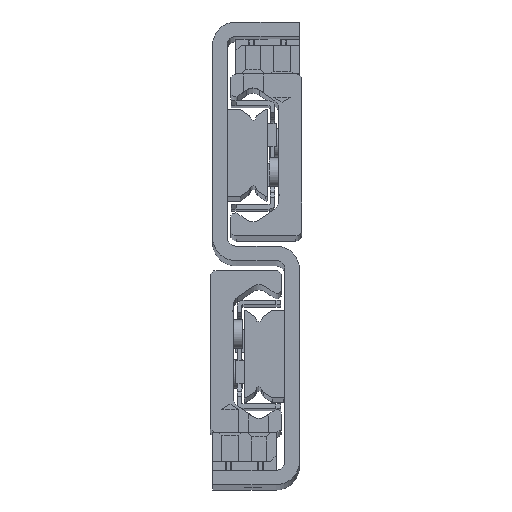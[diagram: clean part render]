
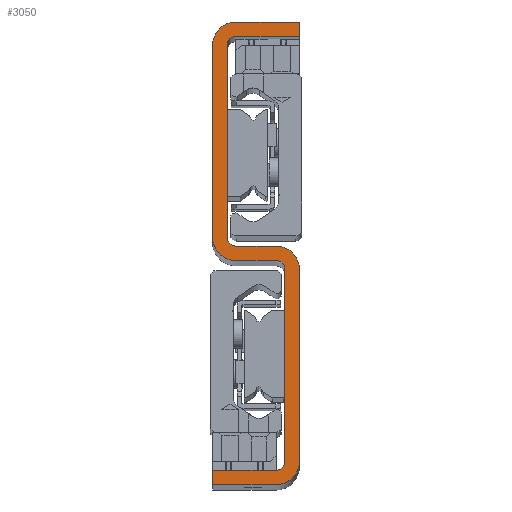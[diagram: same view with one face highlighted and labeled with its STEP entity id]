
A CAD part, top view. The second image highlights one B-rep face of the part: STEP entity #3050.
In plain terms, the highlighted planar face has unit normal (0, 0, 1).
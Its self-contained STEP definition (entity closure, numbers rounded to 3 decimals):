
#2172=CARTESIAN_POINT('',(15.0,80.0,530.0));
#2173=VERTEX_POINT('',#2172);
#2174=CARTESIAN_POINT('',(15.0,77.5,530.0));
#2175=VERTEX_POINT('',#2174);
#2176=CARTESIAN_POINT('',(15.0,80.0,530.0));
#2177=DIRECTION('',(0.0,-1.0,0.0));
#2178=VECTOR('',#2177,2.5);
#2179=LINE('',#2176,#2178);
#2180=EDGE_CURVE('',#2173,#2175,#2179,.T.);
#2212=CARTESIAN_POINT('',(4.,77.5,530.0));
#2213=VERTEX_POINT('',#2212);
#2214=CARTESIAN_POINT('',(15.0,77.5,530.0));
#2215=DIRECTION('',(-1.0,0.0,0.0));
#2216=VECTOR('',#2215,11.);
#2217=LINE('',#2214,#2216);
#2218=EDGE_CURVE('',#2175,#2213,#2217,.T.);
#2270=CARTESIAN_POINT('',(2.5,76.0,530.0));
#2271=VERTEX_POINT('',#2270);
#2272=CARTESIAN_POINT('',(4.,76.0,530.0));
#2273=DIRECTION('',(0.0,0.0,1.0));
#2274=DIRECTION('',(0.0,-1.0,0.0));
#2275=AXIS2_PLACEMENT_3D('',#2272,#2273,#2274);
#2276=CIRCLE('',#2275,1.5);
#2277=EDGE_CURVE('',#2213,#2271,#2276,.T.);
#2303=CARTESIAN_POINT('',(2.5,42.75,530.0));
#2304=VERTEX_POINT('',#2303);
#2305=CARTESIAN_POINT('',(2.5,76.0,530.0));
#2306=DIRECTION('',(0.0,-1.0,0.0));
#2307=VECTOR('',#2306,33.25);
#2308=LINE('',#2305,#2307);
#2309=EDGE_CURVE('',#2271,#2304,#2308,.T.);
#2355=CARTESIAN_POINT('',(4.,41.25,530.0));
#2356=VERTEX_POINT('',#2355);
#2357=CARTESIAN_POINT('',(4.,42.75,530.0));
#2358=DIRECTION('',(0.0,0.0,1.0));
#2359=DIRECTION('',(1.0,0.0,0.0));
#2360=AXIS2_PLACEMENT_3D('',#2357,#2358,#2359);
#2361=CIRCLE('',#2360,1.5);
#2362=EDGE_CURVE('',#2304,#2356,#2361,.T.);
#2388=CARTESIAN_POINT('',(11.,41.25,530.0));
#2389=VERTEX_POINT('',#2388);
#2390=CARTESIAN_POINT('',(4.,41.25,530.0));
#2391=DIRECTION('',(1.0,0.0,0.0));
#2392=VECTOR('',#2391,7.);
#2393=LINE('',#2390,#2392);
#2394=EDGE_CURVE('',#2356,#2389,#2393,.T.);
#2419=CARTESIAN_POINT('',(15.,37.25,530.0));
#2420=VERTEX_POINT('',#2419);
#2421=CARTESIAN_POINT('',(11.,37.25,530.0));
#2422=DIRECTION('',(0.0,0.0,-1.0));
#2423=DIRECTION('',(1.0,0.0,0.0));
#2424=AXIS2_PLACEMENT_3D('',#2421,#2422,#2423);
#2425=CIRCLE('',#2424,4.0);
#2426=EDGE_CURVE('',#2389,#2420,#2425,.T.);
#2452=CARTESIAN_POINT('',(15.,4.,530.0));
#2453=VERTEX_POINT('',#2452);
#2454=CARTESIAN_POINT('',(15.,37.25,530.0));
#2455=DIRECTION('',(0.0,-1.0,0.0));
#2456=VECTOR('',#2455,33.25);
#2457=LINE('',#2454,#2456);
#2458=EDGE_CURVE('',#2420,#2453,#2457,.T.);
#2504=CARTESIAN_POINT('',(11.0,0.,530.0));
#2505=VERTEX_POINT('',#2504);
#2506=CARTESIAN_POINT('',(11.,4.,530.0));
#2507=DIRECTION('',(0.0,0.0,-1.0));
#2508=DIRECTION('',(0.,-1.,0.0));
#2509=AXIS2_PLACEMENT_3D('',#2506,#2507,#2508);
#2510=CIRCLE('',#2509,4.);
#2511=EDGE_CURVE('',#2453,#2505,#2510,.T.);
#2537=CARTESIAN_POINT('',(0.0,0.0,530.0));
#2538=VERTEX_POINT('',#2537);
#2539=CARTESIAN_POINT('',(11.0,0.,530.0));
#2540=DIRECTION('',(-1.0,0.0,0.0));
#2541=VECTOR('',#2540,11.0);
#2542=LINE('',#2539,#2541);
#2543=EDGE_CURVE('',#2505,#2538,#2542,.T.);
#2595=CARTESIAN_POINT('',(0.0,2.5,530.0));
#2596=VERTEX_POINT('',#2595);
#2597=CARTESIAN_POINT('',(0.0,0.0,530.0));
#2598=DIRECTION('',(0.0,1.0,0.0));
#2599=VECTOR('',#2598,2.5);
#2600=LINE('',#2597,#2599);
#2601=EDGE_CURVE('',#2538,#2596,#2600,.T.);
#2626=CARTESIAN_POINT('',(11.,2.5,530.0));
#2627=VERTEX_POINT('',#2626);
#2628=CARTESIAN_POINT('',(0.0,2.5,530.0));
#2629=DIRECTION('',(1.0,0.0,0.0));
#2630=VECTOR('',#2629,11.);
#2631=LINE('',#2628,#2630);
#2632=EDGE_CURVE('',#2596,#2627,#2631,.T.);
#2684=CARTESIAN_POINT('',(12.5,4.0,530.0));
#2685=VERTEX_POINT('',#2684);
#2686=CARTESIAN_POINT('',(11.,4.0,530.0));
#2687=DIRECTION('',(0.0,0.0,1.0));
#2688=DIRECTION('',(0.0,1.0,0.0));
#2689=AXIS2_PLACEMENT_3D('',#2686,#2687,#2688);
#2690=CIRCLE('',#2689,1.5);
#2691=EDGE_CURVE('',#2627,#2685,#2690,.T.);
#2717=CARTESIAN_POINT('',(12.5,37.25,530.0));
#2718=VERTEX_POINT('',#2717);
#2719=CARTESIAN_POINT('',(12.5,4.0,530.0));
#2720=DIRECTION('',(0.0,1.0,0.0));
#2721=VECTOR('',#2720,33.25);
#2722=LINE('',#2719,#2721);
#2723=EDGE_CURVE('',#2685,#2718,#2722,.T.);
#2769=CARTESIAN_POINT('',(11.,38.75,530.0));
#2770=VERTEX_POINT('',#2769);
#2771=CARTESIAN_POINT('',(11.,37.25,530.0));
#2772=DIRECTION('',(0.0,0.0,1.0));
#2773=DIRECTION('',(-1.0,0.0,0.0));
#2774=AXIS2_PLACEMENT_3D('',#2771,#2772,#2773);
#2775=CIRCLE('',#2774,1.5);
#2776=EDGE_CURVE('',#2718,#2770,#2775,.T.);
#2802=CARTESIAN_POINT('',(4.,38.75,530.0));
#2803=VERTEX_POINT('',#2802);
#2804=CARTESIAN_POINT('',(11.,38.75,530.0));
#2805=DIRECTION('',(-1.0,0.0,0.0));
#2806=VECTOR('',#2805,7.);
#2807=LINE('',#2804,#2806);
#2808=EDGE_CURVE('',#2770,#2803,#2807,.T.);
#2833=CARTESIAN_POINT('',(0.0,42.75,530.0));
#2834=VERTEX_POINT('',#2833);
#2835=CARTESIAN_POINT('',(4.,42.75,530.0));
#2836=DIRECTION('',(0.0,0.0,-1.0));
#2837=DIRECTION('',(-1.0,0.0,0.0));
#2838=AXIS2_PLACEMENT_3D('',#2835,#2836,#2837);
#2839=CIRCLE('',#2838,4.);
#2840=EDGE_CURVE('',#2803,#2834,#2839,.T.);
#2866=CARTESIAN_POINT('',(0.0,76.0,530.0));
#2867=VERTEX_POINT('',#2866);
#2868=CARTESIAN_POINT('',(0.0,42.75,530.0));
#2869=DIRECTION('',(0.0,1.0,0.0));
#2870=VECTOR('',#2869,33.25);
#2871=LINE('',#2868,#2870);
#2872=EDGE_CURVE('',#2834,#2867,#2871,.T.);
#2918=CARTESIAN_POINT('',(4.,80.0,530.0));
#2919=VERTEX_POINT('',#2918);
#2920=CARTESIAN_POINT('',(4.,76.0,530.0));
#2921=DIRECTION('',(0.0,0.0,-1.0));
#2922=DIRECTION('',(0.0,1.0,0.0));
#2923=AXIS2_PLACEMENT_3D('',#2920,#2921,#2922);
#2924=CIRCLE('',#2923,4.0);
#2925=EDGE_CURVE('',#2867,#2919,#2924,.T.);
#2951=CARTESIAN_POINT('',(4.,80.0,530.0));
#2952=DIRECTION('',(1.0,0.0,0.0));
#2953=VECTOR('',#2952,11.);
#2954=LINE('',#2951,#2953);
#2955=EDGE_CURVE('',#2919,#2173,#2954,.T.);
#3023=CARTESIAN_POINT('',(7.5,40.,530.0));
#3024=DIRECTION('',(0.0,0.0,1.0));
#3025=DIRECTION('',(1.0,0.0,0.0));
#3026=AXIS2_PLACEMENT_3D('',#3023,#3024,#3025);
#3027=PLANE('',#3026);
#3028=ORIENTED_EDGE('',*,*,#2180,.F.);
#3029=ORIENTED_EDGE('',*,*,#2955,.F.);
#3030=ORIENTED_EDGE('',*,*,#2925,.F.);
#3031=ORIENTED_EDGE('',*,*,#2872,.F.);
#3032=ORIENTED_EDGE('',*,*,#2840,.F.);
#3033=ORIENTED_EDGE('',*,*,#2808,.F.);
#3034=ORIENTED_EDGE('',*,*,#2776,.F.);
#3035=ORIENTED_EDGE('',*,*,#2723,.F.);
#3036=ORIENTED_EDGE('',*,*,#2691,.F.);
#3037=ORIENTED_EDGE('',*,*,#2632,.F.);
#3038=ORIENTED_EDGE('',*,*,#2601,.F.);
#3039=ORIENTED_EDGE('',*,*,#2543,.F.);
#3040=ORIENTED_EDGE('',*,*,#2511,.F.);
#3041=ORIENTED_EDGE('',*,*,#2458,.F.);
#3042=ORIENTED_EDGE('',*,*,#2426,.F.);
#3043=ORIENTED_EDGE('',*,*,#2394,.F.);
#3044=ORIENTED_EDGE('',*,*,#2362,.F.);
#3045=ORIENTED_EDGE('',*,*,#2309,.F.);
#3046=ORIENTED_EDGE('',*,*,#2277,.F.);
#3047=ORIENTED_EDGE('',*,*,#2218,.F.);
#3048=EDGE_LOOP('',(#3028,#3029,#3030,#3031,#3032,#3033,#3034,#3035,#3036,#3037,#3038,#3039,#3040,#3041,#3042,#3043,#3044,#3045,#3046,#3047));
#3049=FACE_OUTER_BOUND('',#3048,.T.);
#3050=ADVANCED_FACE('',(#3049),#3027,.T.);
